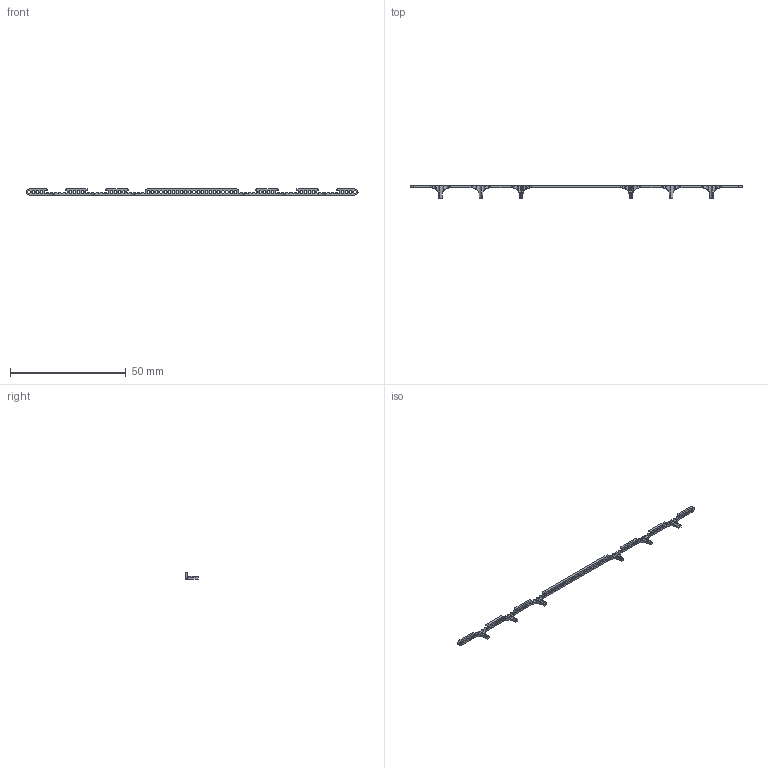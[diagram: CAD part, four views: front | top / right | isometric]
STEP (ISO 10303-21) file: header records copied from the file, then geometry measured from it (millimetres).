
FILE_DESCRIPTION(('HOOPS Exchange Step'),'2;1');
FILE_NAME('temp_export','2025-12-08T08:57:56-13:00',('sanyamsaharan'),('Shapr3D Limited'),'HOOPS Exchange 2025.7','Shapr3D','Authorized');
FILE_SCHEMA( ('AP242_MANAGED_MODEL_BASED_3D_ENGINEERING_MIM_LF {1 0 10303 442 1 1 4}') );
Length unit declared in the file: millimetre
Products named in the file (1): Side TPU 2
Bounding box: 143.42 x 5.4 x 2.6 mm (x, y, z)
Volume: 281.4 mm3; surface area: 1127 mm2
Topology: 1 solids, 1 shells, 251 faces, 839 edges, 590 vertices
Faces by surface type: cylinder 188, plane 63
Full cylindrical faces by diameter (mm): 1.2 x46
Entity records: 10416 total; most frequent: CARTESIAN_POINT 2549, DIRECTION 1685, ORIENTED_EDGE 1678, EDGE_CURVE 839, AXIS2_PLACEMENT_3D 673, VERTEX_POINT 590, CIRCLE 420, EDGE_LOOP 343
